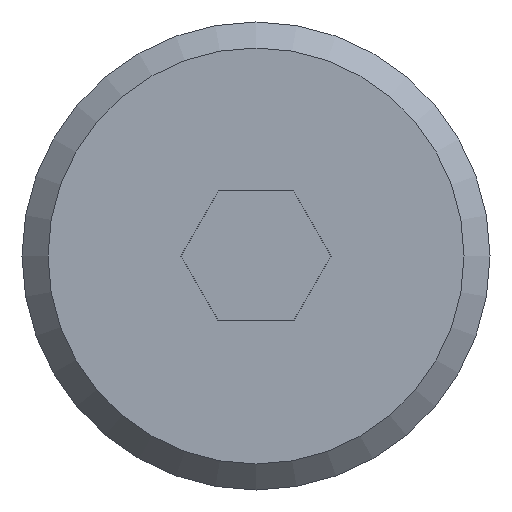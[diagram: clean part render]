
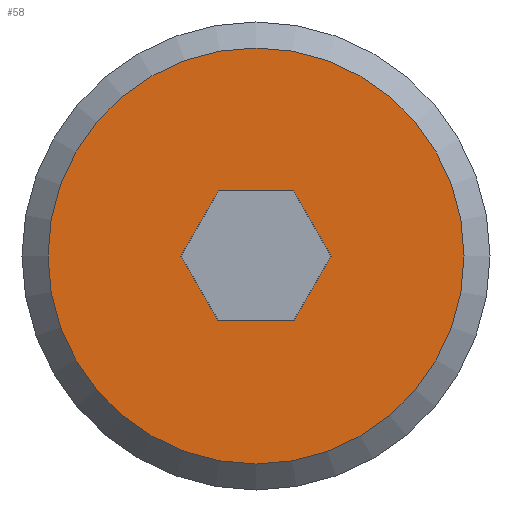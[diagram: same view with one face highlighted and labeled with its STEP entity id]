
A CAD part, left-side view. The second image highlights one B-rep face of the part: STEP entity #58.
In plain terms, the highlighted planar face has unit normal (-1, 0, 0).
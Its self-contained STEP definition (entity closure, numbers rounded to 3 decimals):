
#58 = ADVANCED_FACE( '', ( #129, #130 ), #131, .F. );
#129 = FACE_OUTER_BOUND( '', #216, .T. );
#130 = FACE_BOUND( '', #217, .T. );
#131 = PLANE( '', #218 );
#216 = EDGE_LOOP( '', ( #315 ) );
#217 = EDGE_LOOP( '', ( #316, #317, #318, #319, #320, #321 ) );
#218 = AXIS2_PLACEMENT_3D( '', #322, #323, #324 );
#315 = ORIENTED_EDGE( '', *, *, #449, .F. );
#316 = ORIENTED_EDGE( '', *, *, #450, .T. );
#317 = ORIENTED_EDGE( '', *, *, #451, .T. );
#318 = ORIENTED_EDGE( '', *, *, #430, .T. );
#319 = ORIENTED_EDGE( '', *, *, #452, .T. );
#320 = ORIENTED_EDGE( '', *, *, #453, .T. );
#321 = ORIENTED_EDGE( '', *, *, #441, .T. );
#322 = CARTESIAN_POINT( '', ( 0., 0., 0. ) );
#323 = DIRECTION( '', ( 1., 0., 0. ) );
#324 = DIRECTION( '', ( 0., 0., -1. ) );
#430 = EDGE_CURVE( '', #486, #487, #488, .T. );
#441 = EDGE_CURVE( '', #505, #506, #507, .T. );
#449 = EDGE_CURVE( '', #519, #519, #520, .T. );
#450 = EDGE_CURVE( '', #506, #521, #522, .T. );
#451 = EDGE_CURVE( '', #521, #486, #523, .T. );
#452 = EDGE_CURVE( '', #487, #524, #525, .T. );
#453 = EDGE_CURVE( '', #524, #505, #526, .T. );
#486 = VERTEX_POINT( '', #566 );
#487 = VERTEX_POINT( '', #567 );
#488 = LINE( '', #568, #569 );
#505 = VERTEX_POINT( '', #589 );
#506 = VERTEX_POINT( '', #590 );
#507 = LINE( '', #591, #592 );
#519 = VERTEX_POINT( '', #607 );
#520 = CIRCLE( '', #608, 4. );
#521 = VERTEX_POINT( '', #609 );
#522 = LINE( '', #610, #611 );
#523 = LINE( '', #612, #613 );
#524 = VERTEX_POINT( '', #614 );
#525 = LINE( '', #615, #616 );
#526 = LINE( '', #617, #618 );
#566 = CARTESIAN_POINT( '', ( 0., -1.443, 0. ) );
#567 = CARTESIAN_POINT( '', ( 0., -0.722, -1.25 ) );
#568 = CARTESIAN_POINT( '', ( 0., -1.443, 0. ) );
#569 = VECTOR( '', #664, 1000. );
#589 = CARTESIAN_POINT( '', ( 0., 1.443, 0. ) );
#590 = CARTESIAN_POINT( '', ( 0., 0.722, 1.25 ) );
#591 = CARTESIAN_POINT( '', ( 0., 1.443, 0. ) );
#592 = VECTOR( '', #680, 1000. );
#607 = CARTESIAN_POINT( '', ( 0., 0., -4. ) );
#608 = AXIS2_PLACEMENT_3D( '', #690, #691, #692 );
#609 = CARTESIAN_POINT( '', ( 0., -0.722, 1.25 ) );
#610 = CARTESIAN_POINT( '', ( 0., 0.722, 1.25 ) );
#611 = VECTOR( '', #693, 1000. );
#612 = CARTESIAN_POINT( '', ( 0., -0.722, 1.25 ) );
#613 = VECTOR( '', #694, 1000. );
#614 = CARTESIAN_POINT( '', ( 0., 0.722, -1.25 ) );
#615 = CARTESIAN_POINT( '', ( 0., -0.722, -1.25 ) );
#616 = VECTOR( '', #695, 1000. );
#617 = CARTESIAN_POINT( '', ( 0., 0.722, -1.25 ) );
#618 = VECTOR( '', #696, 1000. );
#664 = DIRECTION( '', ( 0., 0.5, -0.866 ) );
#680 = DIRECTION( '', ( 0., -0.5, 0.866 ) );
#690 = CARTESIAN_POINT( '', ( 0., 0., 0. ) );
#691 = DIRECTION( '', ( 1., 0., 0. ) );
#692 = DIRECTION( '', ( 0., 0., -1. ) );
#693 = DIRECTION( '', ( 0., -1., 0. ) );
#694 = DIRECTION( '', ( 0., -0.5, -0.866 ) );
#695 = DIRECTION( '', ( 0., 1., 0. ) );
#696 = DIRECTION( '', ( 0., 0.5, 0.866 ) );
